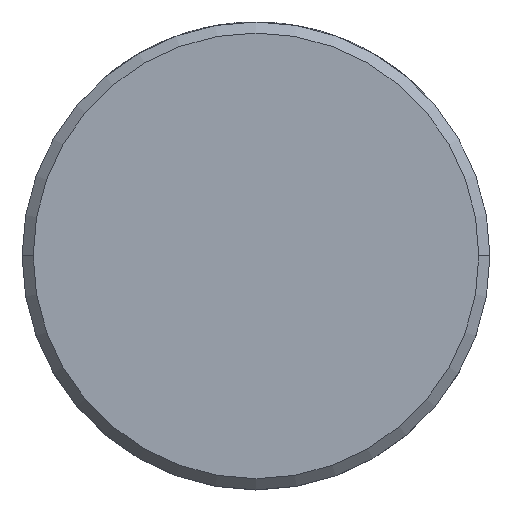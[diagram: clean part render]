
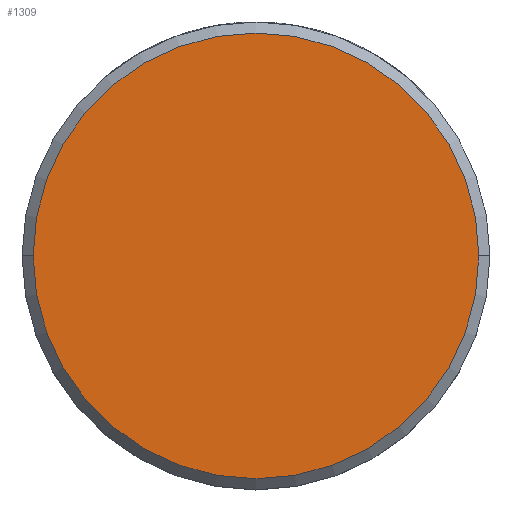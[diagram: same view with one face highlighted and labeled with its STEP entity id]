
A CAD part, top view. The second image highlights one B-rep face of the part: STEP entity #1309.
In plain terms, the highlighted planar face has unit normal (0, 0, 1).
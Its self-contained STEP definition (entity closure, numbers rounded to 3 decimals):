
#346 = DIRECTION ( 'NONE',  ( 1., 0., 0. ) ) ;
#347 = DIRECTION ( 'NONE',  ( 0., 0., 1. ) ) ;
#348 = AXIS2_PLACEMENT_3D ( 'NONE', #359, #347, #346 ) ;
#349 = CIRCLE ( 'NONE', #348, 6.05 ) ;
#359 = CARTESIAN_POINT ( 'NONE',  ( 0., 0., 1.6 ) ) ;
#478 = FACE_OUTER_BOUND ( 'NONE', #1202, .T. ) ;
#534 = AXIS2_PLACEMENT_3D ( 'NONE', #588, #587, #586 ) ;
#586 = DIRECTION ( 'NONE',  ( 1., 0., 0. ) ) ;
#587 = DIRECTION ( 'NONE',  ( 0., 0., 1. ) ) ;
#588 = CARTESIAN_POINT ( 'NONE',  ( 0., 0., 1.6 ) ) ;
#611 = PLANE ( 'NONE',  #534 ) ;
#888 = EDGE_CURVE ( 'NONE', #894, #994, #1408, .T. ) ;
#894 = VERTEX_POINT ( 'NONE', #1441 ) ;
#994 = VERTEX_POINT ( 'NONE', #1646 ) ;
#1199 = ORIENTED_EDGE ( 'NONE', *, *, #888, .T. ) ;
#1202 = EDGE_LOOP ( 'NONE', ( #1307, #1199 ) ) ;
#1205 = EDGE_CURVE ( 'NONE', #994, #894, #349, .T. ) ;
#1307 = ORIENTED_EDGE ( 'NONE', *, *, #1205, .T. ) ;
#1309 = ADVANCED_FACE ( 'NONE', ( #478 ), #611, .T. ) ;
#1400 = DIRECTION ( 'NONE',  ( 1., 0., 0. ) ) ;
#1401 = DIRECTION ( 'NONE',  ( 0., 0., 1. ) ) ;
#1402 = CARTESIAN_POINT ( 'NONE',  ( 0., 0., 1.6 ) ) ;
#1403 = AXIS2_PLACEMENT_3D ( 'NONE', #1402, #1401, #1400 ) ;
#1408 = CIRCLE ( 'NONE', #1403, 6.05 ) ;
#1441 = CARTESIAN_POINT ( 'NONE',  ( 6.05, 0., 1.6 ) ) ;
#1646 = CARTESIAN_POINT ( 'NONE',  ( -6.05, 0., 1.6 ) ) ;
